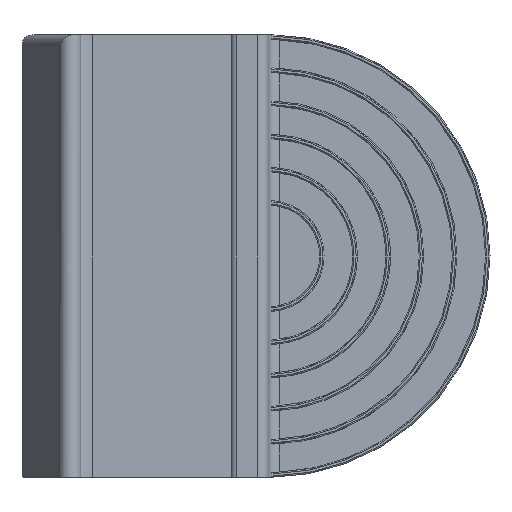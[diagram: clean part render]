
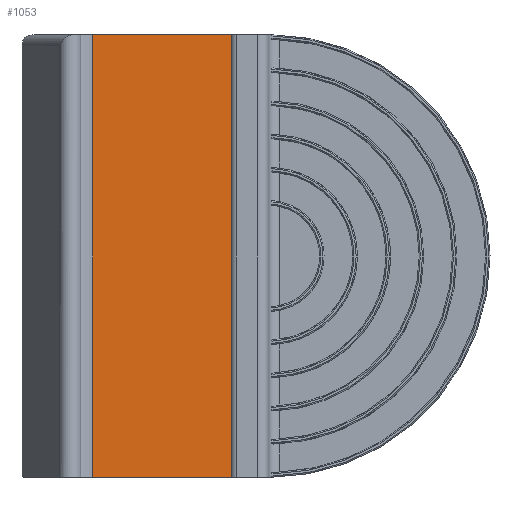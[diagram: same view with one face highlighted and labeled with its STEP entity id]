
A CAD part, front view. The second image highlights one B-rep face of the part: STEP entity #1053.
In plain terms, the highlighted planar face has unit normal (0, -1, 0).
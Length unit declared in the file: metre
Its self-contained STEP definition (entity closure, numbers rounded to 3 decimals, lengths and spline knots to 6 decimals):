
#178=ORIENTED_EDGE('',*,*,#518,.T.);
#179=ORIENTED_EDGE('',*,*,#519,.T.);
#180=ORIENTED_EDGE('',*,*,#520,.F.);
#181=ORIENTED_EDGE('',*,*,#521,.T.);
#518=EDGE_CURVE('',#688,#689,#789,.T.);
#519=EDGE_CURVE('',#689,#690,#790,.F.);
#520=EDGE_CURVE('',#691,#690,#791,.T.);
#521=EDGE_CURVE('',#691,#688,#792,.T.);
#688=VERTEX_POINT('',#1592);
#689=VERTEX_POINT('',#1593);
#690=VERTEX_POINT('',#1595);
#691=VERTEX_POINT('',#1597);
#789=LINE('',#1591,#852);
#790=LINE('',#1594,#853);
#791=LINE('',#1596,#854);
#792=LINE('',#1598,#855);
#852=VECTOR('',#1287,1.);
#853=VECTOR('',#1288,1.);
#854=VECTOR('',#1289,1.);
#855=VECTOR('',#1290,1.);
#910=EDGE_LOOP('',(#178,#179,#180,#181));
#970=FACE_BOUND('',#910,.T.);
#1030=PLANE('',#1137);
#1053=ADVANCED_FACE('',(#970),#1030,.F.);
#1137=AXIS2_PLACEMENT_3D('',#1590,#1285,#1286);
#1285=DIRECTION('',(0.,1.,0.));
#1286=DIRECTION('',(0.,0.,1.));
#1287=DIRECTION('',(1.,0.,0.));
#1288=DIRECTION('',(0.,0.,-1.));
#1289=DIRECTION('',(1.,0.,0.));
#1290=DIRECTION('',(0.,0.,-1.));
#1590=CARTESIAN_POINT('',(0.00875,0.,0.04));
#1591=CARTESIAN_POINT('',(0.00875,0.,0.));
#1592=CARTESIAN_POINT('',(0.003608,0.,0.));
#1593=CARTESIAN_POINT('',(0.017,0.,0.));
#1594=CARTESIAN_POINT('',(0.017,0.,0.04));
#1595=CARTESIAN_POINT('',(0.017,0.,0.04));
#1596=CARTESIAN_POINT('',(0.00875,0.,0.04));
#1597=CARTESIAN_POINT('',(0.003608,0.,0.04));
#1598=CARTESIAN_POINT('',(0.003608,0.,0.04));
